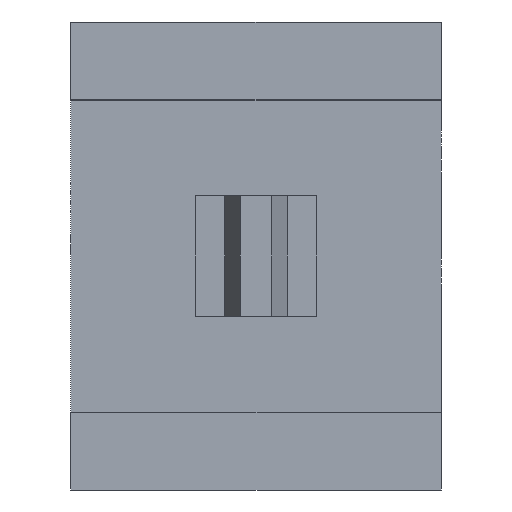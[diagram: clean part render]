
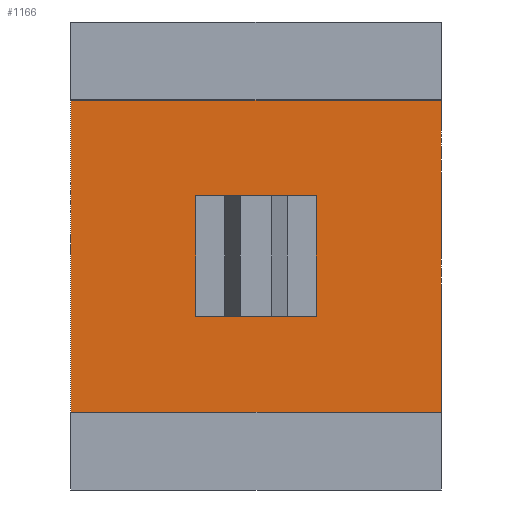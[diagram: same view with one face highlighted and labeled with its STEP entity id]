
A CAD part, front view. The second image highlights one B-rep face of the part: STEP entity #1166.
In plain terms, the highlighted planar face has unit normal (0, -1, 0).
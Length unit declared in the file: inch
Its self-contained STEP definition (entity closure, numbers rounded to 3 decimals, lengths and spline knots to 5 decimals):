
#38 = VECTOR ( 'NONE', #738, 39.37008 ) ;
#70 = VERTEX_POINT ( 'NONE', #800 ) ;
#76 = DIRECTION ( 'NONE',  ( -1., 0., 0. ) ) ;
#86 = CARTESIAN_POINT ( 'NONE',  ( -0.0155, 0.02, -0.0155 ) ) ;
#104 = LINE ( 'NONE', #764, #1220 ) ;
#118 = CARTESIAN_POINT ( 'NONE',  ( -0.04754, 0.02, -0.04 ) ) ;
#138 = LINE ( 'NONE', #177, #1256 ) ;
#171 = EDGE_CURVE ( 'NONE', #1314, #188, #337, .T. ) ;
#172 = FACE_OUTER_BOUND ( 'NONE', #313, .T. ) ;
#177 = CARTESIAN_POINT ( 'NONE',  ( -0.04754, 0.02, 0.0155 ) ) ;
#188 = VERTEX_POINT ( 'NONE', #1075 ) ;
#191 = LINE ( 'NONE', #251, #292 ) ;
#194 = DIRECTION ( 'NONE',  ( 0., 0., 1. ) ) ;
#214 = VERTEX_POINT ( 'NONE', #1194 ) ;
#215 = VERTEX_POINT ( 'NONE', #950 ) ;
#222 = DIRECTION ( 'NONE',  ( 1., 0., 0. ) ) ;
#229 = EDGE_CURVE ( 'NONE', #1417, #282, #1281, .T. ) ;
#234 = ORIENTED_EDGE ( 'NONE', *, *, #1086, .T. ) ;
#237 = VERTEX_POINT ( 'NONE', #86 ) ;
#249 = EDGE_CURVE ( 'NONE', #1314, #1298, #138, .T. ) ;
#251 = CARTESIAN_POINT ( 'NONE',  ( -0.04754, 0.02, -0.0155 ) ) ;
#256 = ORIENTED_EDGE ( 'NONE', *, *, #565, .T. ) ;
#266 = VECTOR ( 'NONE', #483, 39.37008 ) ;
#274 = CARTESIAN_POINT ( 'NONE',  ( -0.04754, 0.02, 0.0155 ) ) ;
#275 = EDGE_CURVE ( 'NONE', #1156, #70, #508, .T. ) ;
#282 = VERTEX_POINT ( 'NONE', #630 ) ;
#292 = VECTOR ( 'NONE', #348, 39.37008 ) ;
#309 = EDGE_CURVE ( 'NONE', #1156, #1186, #1406, .T. ) ;
#312 = EDGE_CURVE ( 'NONE', #214, #70, #104, .T. ) ;
#313 = EDGE_LOOP ( 'NONE', ( #1155, #256, #1296, #969 ) ) ;
#317 = CARTESIAN_POINT ( 'NONE',  ( -0.0475, 0.02, 0.04 ) ) ;
#322 = DIRECTION ( 'NONE',  ( 0., 0., -1. ) ) ;
#328 = VECTOR ( 'NONE', #222, 39.37008 ) ;
#329 = CARTESIAN_POINT ( 'NONE',  ( -0.0155, 0.02, 0.0155 ) ) ;
#337 = LINE ( 'NONE', #274, #266 ) ;
#348 = DIRECTION ( 'NONE',  ( -1., 0., 0. ) ) ;
#370 = DIRECTION ( 'NONE',  ( 0., 0., 1. ) ) ;
#393 = DIRECTION ( 'NONE',  ( -1., 0., 0. ) ) ;
#411 = ORIENTED_EDGE ( 'NONE', *, *, #229, .T. ) ;
#439 = DIRECTION ( 'NONE',  ( 0., 0., 1. ) ) ;
#460 = CARTESIAN_POINT ( 'NONE',  ( -0.04754, 0.02, 0.04 ) ) ;
#483 = DIRECTION ( 'NONE',  ( 1., 0., 0. ) ) ;
#489 = EDGE_CURVE ( 'NONE', #1080, #1298, #1379, .T. ) ;
#508 = LINE ( 'NONE', #1304, #38 ) ;
#565 = EDGE_CURVE ( 'NONE', #1186, #214, #632, .T. ) ;
#567 = AXIS2_PLACEMENT_3D ( 'NONE', #460, #685, #439 ) ;
#573 = EDGE_CURVE ( 'NONE', #237, #1080, #1103, .T. ) ;
#598 = CARTESIAN_POINT ( 'NONE',  ( 0.008, 0.02, 0.0155 ) ) ;
#605 = CARTESIAN_POINT ( 'NONE',  ( -0.04754, 0.02, -0.0155 ) ) ;
#630 = CARTESIAN_POINT ( 'NONE',  ( -0.008, 0.02, -0.0155 ) ) ;
#632 = LINE ( 'NONE', #118, #328 ) ;
#685 = DIRECTION ( 'NONE',  ( 0., 1., 0. ) ) ;
#697 = VECTOR ( 'NONE', #322, 39.37008 ) ;
#722 = EDGE_CURVE ( 'NONE', #282, #237, #191, .T. ) ;
#738 = DIRECTION ( 'NONE',  ( 1., 0., 0. ) ) ;
#764 = CARTESIAN_POINT ( 'NONE',  ( 0.0475, 0.02, 0.04 ) ) ;
#785 = CARTESIAN_POINT ( 'NONE',  ( 0.0155, 0.02, 0.04 ) ) ;
#795 = PLANE ( 'NONE',  #567 ) ;
#800 = CARTESIAN_POINT ( 'NONE',  ( 0.0475, 0.02, 0.04 ) ) ;
#807 = EDGE_CURVE ( 'NONE', #215, #1417, #1169, .T. ) ;
#830 = ORIENTED_EDGE ( 'NONE', *, *, #573, .T. ) ;
#900 = CARTESIAN_POINT ( 'NONE',  ( -0.0155, 0.02, 0.04 ) ) ;
#918 = VECTOR ( 'NONE', #1341, 39.37008 ) ;
#925 = VECTOR ( 'NONE', #370, 39.37008 ) ;
#947 = ORIENTED_EDGE ( 'NONE', *, *, #249, .F. ) ;
#950 = CARTESIAN_POINT ( 'NONE',  ( 0.0155, 0.02, -0.0155 ) ) ;
#958 = DIRECTION ( 'NONE',  ( -1., 0., 0. ) ) ;
#969 = ORIENTED_EDGE ( 'NONE', *, *, #275, .F. ) ;
#991 = FACE_BOUND ( 'NONE', #1392, .T. ) ;
#1006 = LINE ( 'NONE', #785, #697 ) ;
#1041 = ORIENTED_EDGE ( 'NONE', *, *, #171, .T. ) ;
#1042 = VECTOR ( 'NONE', #958, 39.37008 ) ;
#1045 = ORIENTED_EDGE ( 'NONE', *, *, #807, .T. ) ;
#1072 = CARTESIAN_POINT ( 'NONE',  ( -0.04754, 0.02, -0.0155 ) ) ;
#1075 = CARTESIAN_POINT ( 'NONE',  ( 0.0155, 0.02, 0.0155 ) ) ;
#1080 = VERTEX_POINT ( 'NONE', #329 ) ;
#1086 = EDGE_CURVE ( 'NONE', #188, #215, #1006, .T. ) ;
#1103 = LINE ( 'NONE', #900, #925 ) ;
#1132 = VECTOR ( 'NONE', #1359, 39.37008 ) ;
#1134 = CARTESIAN_POINT ( 'NONE',  ( -0.008, 0.02, 0.0155 ) ) ;
#1155 = ORIENTED_EDGE ( 'NONE', *, *, #309, .T. ) ;
#1156 = VERTEX_POINT ( 'NONE', #1356 ) ;
#1166 = ADVANCED_FACE ( 'NONE', ( #991, #172 ), #795, .F. ) ;
#1169 = LINE ( 'NONE', #605, #1305 ) ;
#1186 = VERTEX_POINT ( 'NONE', #1246 ) ;
#1194 = CARTESIAN_POINT ( 'NONE',  ( 0.0475, 0.02, -0.04 ) ) ;
#1205 = ORIENTED_EDGE ( 'NONE', *, *, #489, .T. ) ;
#1220 = VECTOR ( 'NONE', #194, 39.37008 ) ;
#1246 = CARTESIAN_POINT ( 'NONE',  ( -0.0475, 0.02, -0.04 ) ) ;
#1256 = VECTOR ( 'NONE', #76, 39.37008 ) ;
#1281 = LINE ( 'NONE', #1072, #1042 ) ;
#1296 = ORIENTED_EDGE ( 'NONE', *, *, #312, .T. ) ;
#1298 = VERTEX_POINT ( 'NONE', #1134 ) ;
#1304 = CARTESIAN_POINT ( 'NONE',  ( -0.04754, 0.02, 0.04 ) ) ;
#1305 = VECTOR ( 'NONE', #393, 39.37008 ) ;
#1314 = VERTEX_POINT ( 'NONE', #598 ) ;
#1334 = ORIENTED_EDGE ( 'NONE', *, *, #722, .T. ) ;
#1341 = DIRECTION ( 'NONE',  ( 0., 0., -1. ) ) ;
#1356 = CARTESIAN_POINT ( 'NONE',  ( -0.0475, 0.02, 0.04 ) ) ;
#1359 = DIRECTION ( 'NONE',  ( 1., 0., 0. ) ) ;
#1364 = CARTESIAN_POINT ( 'NONE',  ( -0.04754, 0.02, 0.0155 ) ) ;
#1379 = LINE ( 'NONE', #1364, #1132 ) ;
#1391 = CARTESIAN_POINT ( 'NONE',  ( 0.008, 0.02, -0.0155 ) ) ;
#1392 = EDGE_LOOP ( 'NONE', ( #1205, #947, #1041, #234, #1045, #411, #1334, #830 ) ) ;
#1406 = LINE ( 'NONE', #317, #918 ) ;
#1417 = VERTEX_POINT ( 'NONE', #1391 ) ;
